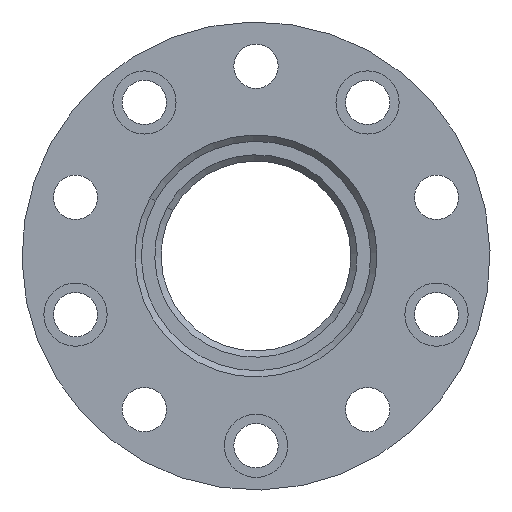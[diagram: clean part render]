
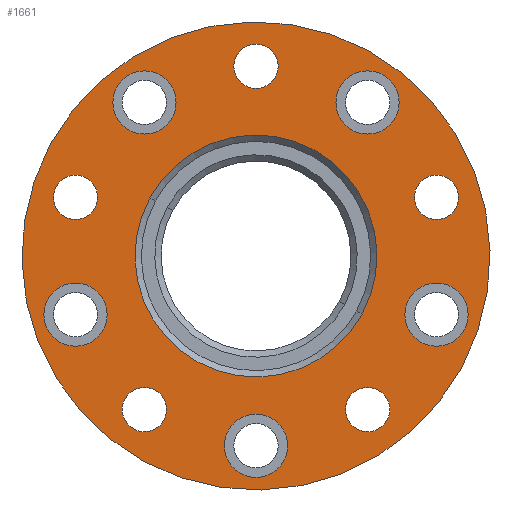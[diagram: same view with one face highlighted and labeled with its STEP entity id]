
A CAD part, front view. The second image highlights one B-rep face of the part: STEP entity #1661.
In plain terms, the highlighted planar face has unit normal (0, -1, 0).
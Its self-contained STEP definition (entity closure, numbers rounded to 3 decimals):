
#283=CARTESIAN_POINT('Vertex',(64.941,0.,-35.477)) ;
#286=CARTESIAN_POINT('Axis2P3D Location',(0.,0.,0.)) ;
#290=CARTESIAN_POINT('Vertex',(-64.941,0.,35.477)) ;
#305=CARTESIAN_POINT('Axis2P3D Location',(0.,0.,0.)) ;
#335=CARTESIAN_POINT('Vertex',(42.267,0.,-48.541)) ;
#338=CARTESIAN_POINT('Axis2P3D Location',(35.267,0.,-48.541)) ;
#342=CARTESIAN_POINT('Vertex',(28.267,0.,-48.541)) ;
#362=CARTESIAN_POINT('Axis2P3D Location',(35.267,0.,-48.541)) ;
#392=CARTESIAN_POINT('Vertex',(64.063,0.,18.541)) ;
#395=CARTESIAN_POINT('Axis2P3D Location',(57.063,0.,18.541)) ;
#399=CARTESIAN_POINT('Vertex',(50.063,0.,18.541)) ;
#419=CARTESIAN_POINT('Axis2P3D Location',(57.063,0.,18.541)) ;
#449=CARTESIAN_POINT('Vertex',(7.,0.,60.)) ;
#452=CARTESIAN_POINT('Axis2P3D Location',(0.,0.,60.)) ;
#456=CARTESIAN_POINT('Vertex',(-7.,0.,60.)) ;
#476=CARTESIAN_POINT('Axis2P3D Location',(0.,0.,60.)) ;
#506=CARTESIAN_POINT('Vertex',(-50.063,0.,18.541)) ;
#509=CARTESIAN_POINT('Axis2P3D Location',(-57.063,0.,18.541)) ;
#513=CARTESIAN_POINT('Vertex',(-64.063,0.,18.541)) ;
#533=CARTESIAN_POINT('Axis2P3D Location',(-57.063,0.,18.541)) ;
#563=CARTESIAN_POINT('Vertex',(-28.267,0.,-48.541)) ;
#566=CARTESIAN_POINT('Axis2P3D Location',(-35.267,0.,-48.541)) ;
#570=CARTESIAN_POINT('Vertex',(-42.267,0.,-48.541)) ;
#590=CARTESIAN_POINT('Axis2P3D Location',(-35.267,0.,-48.541)) ;
#1211=CARTESIAN_POINT('Vertex',(45.267,0.,48.541)) ;
#1216=CARTESIAN_POINT('Axis2P3D Location',(35.267,0.,48.541)) ;
#1220=CARTESIAN_POINT('Vertex',(25.267,0.,48.541)) ;
#1242=CARTESIAN_POINT('Axis2P3D Location',(35.267,0.,48.541)) ;
#1282=CARTESIAN_POINT('Vertex',(10.,0.,-60.)) ;
#1287=CARTESIAN_POINT('Axis2P3D Location',(0.,0.,-60.)) ;
#1291=CARTESIAN_POINT('Vertex',(-10.,0.,-60.)) ;
#1313=CARTESIAN_POINT('Axis2P3D Location',(0.,0.,-60.)) ;
#1348=CARTESIAN_POINT('Vertex',(-47.063,0.,-18.541)) ;
#1353=CARTESIAN_POINT('Axis2P3D Location',(-57.063,0.,-18.541)) ;
#1357=CARTESIAN_POINT('Vertex',(-67.063,0.,-18.541)) ;
#1379=CARTESIAN_POINT('Axis2P3D Location',(-57.063,0.,-18.541)) ;
#1414=CARTESIAN_POINT('Vertex',(67.063,0.,-18.541)) ;
#1419=CARTESIAN_POINT('Axis2P3D Location',(57.063,0.,-18.541)) ;
#1423=CARTESIAN_POINT('Vertex',(47.063,0.,-18.541)) ;
#1445=CARTESIAN_POINT('Axis2P3D Location',(57.063,0.,-18.541)) ;
#1480=CARTESIAN_POINT('Vertex',(-25.267,0.,48.541)) ;
#1485=CARTESIAN_POINT('Axis2P3D Location',(-35.267,0.,48.541)) ;
#1489=CARTESIAN_POINT('Vertex',(-45.267,0.,48.541)) ;
#1511=CARTESIAN_POINT('Axis2P3D Location',(-35.267,0.,48.541)) ;
#1594=CARTESIAN_POINT('Axis2P3D Location',(-74.,0.,0.)) ;
#1603=CARTESIAN_POINT('Axis2P3D Location',(0.,0.,0.)) ;
#1607=CARTESIAN_POINT('Vertex',(33.568,0.,-18.338)) ;
#1609=CARTESIAN_POINT('Vertex',(-33.568,0.,18.338)) ;
#1612=CARTESIAN_POINT('Axis2P3D Location',(0.,0.,0.)) ;
#287=DIRECTION('Axis2P3D Direction',(0.,1.,0.)) ;
#306=DIRECTION('Axis2P3D Direction',(0.,1.,0.)) ;
#339=DIRECTION('Axis2P3D Direction',(0.,1.,-0.)) ;
#363=DIRECTION('Axis2P3D Direction',(0.,1.,-0.)) ;
#396=DIRECTION('Axis2P3D Direction',(0.,1.,-0.)) ;
#420=DIRECTION('Axis2P3D Direction',(0.,1.,-0.)) ;
#453=DIRECTION('Axis2P3D Direction',(0.,1.,-0.)) ;
#477=DIRECTION('Axis2P3D Direction',(0.,1.,-0.)) ;
#510=DIRECTION('Axis2P3D Direction',(0.,1.,-0.)) ;
#534=DIRECTION('Axis2P3D Direction',(0.,1.,-0.)) ;
#567=DIRECTION('Axis2P3D Direction',(0.,1.,-0.)) ;
#591=DIRECTION('Axis2P3D Direction',(0.,1.,-0.)) ;
#1217=DIRECTION('Axis2P3D Direction',(0.,-1.,0.)) ;
#1243=DIRECTION('Axis2P3D Direction',(0.,-1.,0.)) ;
#1288=DIRECTION('Axis2P3D Direction',(0.,-1.,0.)) ;
#1314=DIRECTION('Axis2P3D Direction',(0.,-1.,0.)) ;
#1354=DIRECTION('Axis2P3D Direction',(0.,-1.,0.)) ;
#1380=DIRECTION('Axis2P3D Direction',(0.,-1.,0.)) ;
#1420=DIRECTION('Axis2P3D Direction',(0.,-1.,0.)) ;
#1446=DIRECTION('Axis2P3D Direction',(0.,-1.,0.)) ;
#1486=DIRECTION('Axis2P3D Direction',(0.,-1.,0.)) ;
#1512=DIRECTION('Axis2P3D Direction',(0.,-1.,0.)) ;
#1595=DIRECTION('Axis2P3D Direction',(0.,1.,0.)) ;
#1596=DIRECTION('Axis2P3D XDirection',(1.,-0.,0.)) ;
#1604=DIRECTION('Axis2P3D Direction',(0.,1.,0.)) ;
#1613=DIRECTION('Axis2P3D Direction',(0.,1.,0.)) ;
#288=AXIS2_PLACEMENT_3D('Circle Axis2P3D',#286,#287,$) ;
#307=AXIS2_PLACEMENT_3D('Circle Axis2P3D',#305,#306,$) ;
#340=AXIS2_PLACEMENT_3D('Circle Axis2P3D',#338,#339,$) ;
#364=AXIS2_PLACEMENT_3D('Circle Axis2P3D',#362,#363,$) ;
#397=AXIS2_PLACEMENT_3D('Circle Axis2P3D',#395,#396,$) ;
#421=AXIS2_PLACEMENT_3D('Circle Axis2P3D',#419,#420,$) ;
#454=AXIS2_PLACEMENT_3D('Circle Axis2P3D',#452,#453,$) ;
#478=AXIS2_PLACEMENT_3D('Circle Axis2P3D',#476,#477,$) ;
#511=AXIS2_PLACEMENT_3D('Circle Axis2P3D',#509,#510,$) ;
#535=AXIS2_PLACEMENT_3D('Circle Axis2P3D',#533,#534,$) ;
#568=AXIS2_PLACEMENT_3D('Circle Axis2P3D',#566,#567,$) ;
#592=AXIS2_PLACEMENT_3D('Circle Axis2P3D',#590,#591,$) ;
#1218=AXIS2_PLACEMENT_3D('Circle Axis2P3D',#1216,#1217,$) ;
#1244=AXIS2_PLACEMENT_3D('Circle Axis2P3D',#1242,#1243,$) ;
#1289=AXIS2_PLACEMENT_3D('Circle Axis2P3D',#1287,#1288,$) ;
#1315=AXIS2_PLACEMENT_3D('Circle Axis2P3D',#1313,#1314,$) ;
#1355=AXIS2_PLACEMENT_3D('Circle Axis2P3D',#1353,#1354,$) ;
#1381=AXIS2_PLACEMENT_3D('Circle Axis2P3D',#1379,#1380,$) ;
#1421=AXIS2_PLACEMENT_3D('Circle Axis2P3D',#1419,#1420,$) ;
#1447=AXIS2_PLACEMENT_3D('Circle Axis2P3D',#1445,#1446,$) ;
#1487=AXIS2_PLACEMENT_3D('Circle Axis2P3D',#1485,#1486,$) ;
#1513=AXIS2_PLACEMENT_3D('Circle Axis2P3D',#1511,#1512,$) ;
#1597=AXIS2_PLACEMENT_3D('Plane Axis2P3D',#1594,#1595,#1596) ;
#1605=AXIS2_PLACEMENT_3D('Circle Axis2P3D',#1603,#1604,$) ;
#1614=AXIS2_PLACEMENT_3D('Circle Axis2P3D',#1612,#1613,$) ;
#1600=ORIENTED_EDGE('',*,*,#309,.F.) ;
#1601=ORIENTED_EDGE('',*,*,#292,.F.) ;
#1618=ORIENTED_EDGE('',*,*,#1611,.T.) ;
#1619=ORIENTED_EDGE('',*,*,#1616,.T.) ;
#1622=ORIENTED_EDGE('',*,*,#366,.T.) ;
#1623=ORIENTED_EDGE('',*,*,#344,.T.) ;
#1626=ORIENTED_EDGE('',*,*,#423,.T.) ;
#1627=ORIENTED_EDGE('',*,*,#401,.T.) ;
#1630=ORIENTED_EDGE('',*,*,#480,.T.) ;
#1631=ORIENTED_EDGE('',*,*,#458,.T.) ;
#1634=ORIENTED_EDGE('',*,*,#537,.T.) ;
#1635=ORIENTED_EDGE('',*,*,#515,.T.) ;
#1638=ORIENTED_EDGE('',*,*,#594,.T.) ;
#1639=ORIENTED_EDGE('',*,*,#572,.T.) ;
#1642=ORIENTED_EDGE('',*,*,#1383,.F.) ;
#1643=ORIENTED_EDGE('',*,*,#1359,.F.) ;
#1646=ORIENTED_EDGE('',*,*,#1317,.F.) ;
#1647=ORIENTED_EDGE('',*,*,#1293,.F.) ;
#1650=ORIENTED_EDGE('',*,*,#1449,.F.) ;
#1651=ORIENTED_EDGE('',*,*,#1425,.F.) ;
#1654=ORIENTED_EDGE('',*,*,#1246,.F.) ;
#1655=ORIENTED_EDGE('',*,*,#1222,.F.) ;
#1658=ORIENTED_EDGE('',*,*,#1515,.F.) ;
#1659=ORIENTED_EDGE('',*,*,#1491,.F.) ;
#1620=FACE_BOUND('',#1617,.T.) ;
#1624=FACE_BOUND('',#1621,.T.) ;
#1628=FACE_BOUND('',#1625,.T.) ;
#1632=FACE_BOUND('',#1629,.T.) ;
#1636=FACE_BOUND('',#1633,.T.) ;
#1640=FACE_BOUND('',#1637,.T.) ;
#1644=FACE_BOUND('',#1641,.T.) ;
#1648=FACE_BOUND('',#1645,.T.) ;
#1652=FACE_BOUND('',#1649,.T.) ;
#1656=FACE_BOUND('',#1653,.T.) ;
#1660=FACE_BOUND('',#1657,.T.) ;
#1661=ADVANCED_FACE('calle',(#1602,#1620,#1624,#1628,#1632,#1636,#1640,#1644,#1648,#1652,#1656,#1660),#1598,.F.) ;
#289=CIRCLE('generated circle',#288,74.) ;
#308=CIRCLE('generated circle',#307,74.) ;
#341=CIRCLE('generated circle',#340,7.) ;
#365=CIRCLE('generated circle',#364,7.) ;
#398=CIRCLE('generated circle',#397,7.) ;
#422=CIRCLE('generated circle',#421,7.) ;
#455=CIRCLE('generated circle',#454,7.) ;
#479=CIRCLE('generated circle',#478,7.) ;
#512=CIRCLE('generated circle',#511,7.) ;
#536=CIRCLE('generated circle',#535,7.) ;
#569=CIRCLE('generated circle',#568,7.) ;
#593=CIRCLE('generated circle',#592,7.) ;
#1219=CIRCLE('generated circle',#1218,10.) ;
#1245=CIRCLE('generated circle',#1244,10.) ;
#1290=CIRCLE('generated circle',#1289,10.) ;
#1316=CIRCLE('generated circle',#1315,10.) ;
#1356=CIRCLE('generated circle',#1355,10.) ;
#1382=CIRCLE('generated circle',#1381,10.) ;
#1422=CIRCLE('generated circle',#1421,10.) ;
#1448=CIRCLE('generated circle',#1447,10.) ;
#1488=CIRCLE('generated circle',#1487,10.) ;
#1514=CIRCLE('generated circle',#1513,10.) ;
#1606=CIRCLE('generated circle',#1605,38.25) ;
#1615=CIRCLE('generated circle',#1614,38.25) ;
#292=EDGE_CURVE('',#284,#291,#289,.T.) ;
#309=EDGE_CURVE('',#291,#284,#308,.T.) ;
#344=EDGE_CURVE('',#343,#336,#341,.T.) ;
#366=EDGE_CURVE('',#336,#343,#365,.T.) ;
#401=EDGE_CURVE('',#400,#393,#398,.T.) ;
#423=EDGE_CURVE('',#393,#400,#422,.T.) ;
#458=EDGE_CURVE('',#457,#450,#455,.T.) ;
#480=EDGE_CURVE('',#450,#457,#479,.T.) ;
#515=EDGE_CURVE('',#514,#507,#512,.T.) ;
#537=EDGE_CURVE('',#507,#514,#536,.T.) ;
#572=EDGE_CURVE('',#571,#564,#569,.T.) ;
#594=EDGE_CURVE('',#564,#571,#593,.T.) ;
#1222=EDGE_CURVE('',#1212,#1221,#1219,.T.) ;
#1246=EDGE_CURVE('',#1221,#1212,#1245,.T.) ;
#1293=EDGE_CURVE('',#1283,#1292,#1290,.T.) ;
#1317=EDGE_CURVE('',#1292,#1283,#1316,.T.) ;
#1359=EDGE_CURVE('',#1349,#1358,#1356,.T.) ;
#1383=EDGE_CURVE('',#1358,#1349,#1382,.T.) ;
#1425=EDGE_CURVE('',#1415,#1424,#1422,.T.) ;
#1449=EDGE_CURVE('',#1424,#1415,#1448,.T.) ;
#1491=EDGE_CURVE('',#1481,#1490,#1488,.T.) ;
#1515=EDGE_CURVE('',#1490,#1481,#1514,.T.) ;
#1611=EDGE_CURVE('',#1608,#1610,#1606,.T.) ;
#1616=EDGE_CURVE('',#1610,#1608,#1615,.T.) ;
#1599=EDGE_LOOP('',(#1600,#1601)) ;
#1617=EDGE_LOOP('',(#1618,#1619)) ;
#1621=EDGE_LOOP('',(#1622,#1623)) ;
#1625=EDGE_LOOP('',(#1626,#1627)) ;
#1629=EDGE_LOOP('',(#1630,#1631)) ;
#1633=EDGE_LOOP('',(#1634,#1635)) ;
#1637=EDGE_LOOP('',(#1638,#1639)) ;
#1641=EDGE_LOOP('',(#1642,#1643)) ;
#1645=EDGE_LOOP('',(#1646,#1647)) ;
#1649=EDGE_LOOP('',(#1650,#1651)) ;
#1653=EDGE_LOOP('',(#1654,#1655)) ;
#1657=EDGE_LOOP('',(#1658,#1659)) ;
#1602=FACE_OUTER_BOUND('',#1599,.T.) ;
#1598=PLANE('Plane',#1597) ;
#284=VERTEX_POINT('',#283) ;
#291=VERTEX_POINT('',#290) ;
#336=VERTEX_POINT('',#335) ;
#343=VERTEX_POINT('',#342) ;
#393=VERTEX_POINT('',#392) ;
#400=VERTEX_POINT('',#399) ;
#450=VERTEX_POINT('',#449) ;
#457=VERTEX_POINT('',#456) ;
#507=VERTEX_POINT('',#506) ;
#514=VERTEX_POINT('',#513) ;
#564=VERTEX_POINT('',#563) ;
#571=VERTEX_POINT('',#570) ;
#1212=VERTEX_POINT('',#1211) ;
#1221=VERTEX_POINT('',#1220) ;
#1283=VERTEX_POINT('',#1282) ;
#1292=VERTEX_POINT('',#1291) ;
#1349=VERTEX_POINT('',#1348) ;
#1358=VERTEX_POINT('',#1357) ;
#1415=VERTEX_POINT('',#1414) ;
#1424=VERTEX_POINT('',#1423) ;
#1481=VERTEX_POINT('',#1480) ;
#1490=VERTEX_POINT('',#1489) ;
#1608=VERTEX_POINT('',#1607) ;
#1610=VERTEX_POINT('',#1609) ;
